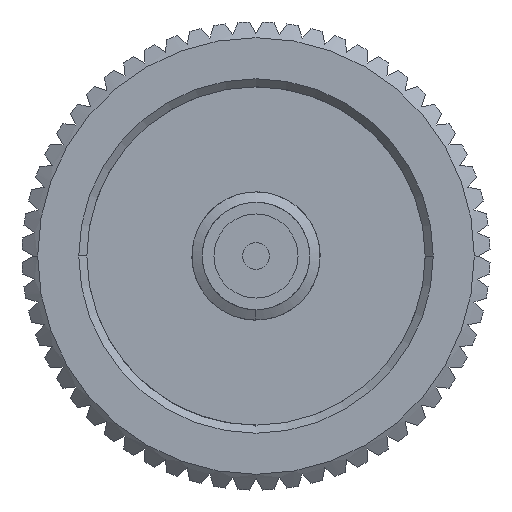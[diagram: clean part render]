
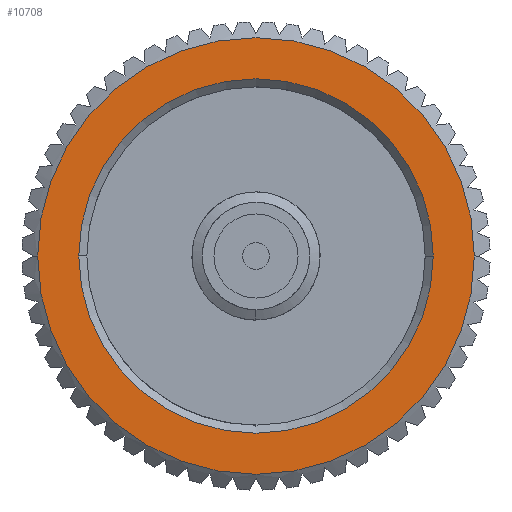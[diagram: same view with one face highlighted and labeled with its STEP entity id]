
A CAD part, left-side view. The second image highlights one B-rep face of the part: STEP entity #10708.
In plain terms, the highlighted planar face has unit normal (-1, 0, 0).
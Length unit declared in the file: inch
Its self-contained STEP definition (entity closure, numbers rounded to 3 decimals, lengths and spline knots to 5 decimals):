
#679 = CIRCLE ( 'NONE', #10767, 0.4065 ) ;
#1561 = EDGE_CURVE ( 'NONE', #8224, #7467, #4049, .T. ) ;
#1641 = EDGE_CURVE ( 'NONE', #9976, #2997, #679, .T. ) ;
#1682 = CIRCLE ( 'NONE', #3150, 0.4065 ) ;
#1737 = FACE_OUTER_BOUND ( 'NONE', #6514, .T. ) ;
#2408 = ORIENTED_EDGE ( 'NONE', *, *, #1561, .F. ) ;
#2843 = DIRECTION ( 'NONE',  ( 0., 1., 0. ) ) ;
#2852 = CARTESIAN_POINT ( 'NONE',  ( 0., -0.4065, 0. ) ) ;
#2997 = VERTEX_POINT ( 'NONE', #9344 ) ;
#3007 = AXIS2_PLACEMENT_3D ( 'NONE', #3669, #4550, #5313 ) ;
#3150 = AXIS2_PLACEMENT_3D ( 'NONE', #10297, #7615, #8251 ) ;
#3232 = DIRECTION ( 'NONE',  ( -1., 0., 0. ) ) ;
#3669 = CARTESIAN_POINT ( 'NONE',  ( 0., 0., 0. ) ) ;
#4049 = CIRCLE ( 'NONE', #11148, 0.33 ) ;
#4550 = DIRECTION ( 'NONE',  ( -1., 0., 0. ) ) ;
#4740 = CARTESIAN_POINT ( 'NONE',  ( 0., 0.33, 0. ) ) ;
#5308 = PLANE ( 'NONE',  #8644 ) ;
#5313 = DIRECTION ( 'NONE',  ( 0., -1., 0. ) ) ;
#5868 = DIRECTION ( 'NONE',  ( 0., -1., 0. ) ) ;
#6073 = EDGE_LOOP ( 'NONE', ( #2408, #10047 ) ) ;
#6191 = EDGE_CURVE ( 'NONE', #2997, #9976, #1682, .T. ) ;
#6377 = DIRECTION ( 'NONE',  ( -1., 0., 0. ) ) ;
#6514 = EDGE_LOOP ( 'NONE', ( #9936, #7049 ) ) ;
#7049 = ORIENTED_EDGE ( 'NONE', *, *, #1641, .T. ) ;
#7200 = DIRECTION ( 'NONE',  ( 0., -1., 0. ) ) ;
#7288 = DIRECTION ( 'NONE',  ( 1., 0., 0. ) ) ;
#7467 = VERTEX_POINT ( 'NONE', #4740 ) ;
#7615 = DIRECTION ( 'NONE',  ( -1., 0., 0. ) ) ;
#7958 = CARTESIAN_POINT ( 'NONE',  ( 0., 0., 0. ) ) ;
#8224 = VERTEX_POINT ( 'NONE', #9478 ) ;
#8251 = DIRECTION ( 'NONE',  ( 0., -1., 0. ) ) ;
#8644 = AXIS2_PLACEMENT_3D ( 'NONE', #9156, #7288, #2843 ) ;
#9156 = CARTESIAN_POINT ( 'NONE',  ( 0., 0., 0. ) ) ;
#9344 = CARTESIAN_POINT ( 'NONE',  ( 0., 0.4065, 0. ) ) ;
#9478 = CARTESIAN_POINT ( 'NONE',  ( 0., -0.33, 0. ) ) ;
#9516 = EDGE_CURVE ( 'NONE', #7467, #8224, #10657, .T. ) ;
#9936 = ORIENTED_EDGE ( 'NONE', *, *, #6191, .T. ) ;
#9976 = VERTEX_POINT ( 'NONE', #2852 ) ;
#10047 = ORIENTED_EDGE ( 'NONE', *, *, #9516, .F. ) ;
#10297 = CARTESIAN_POINT ( 'NONE',  ( 0., 0., 0. ) ) ;
#10657 = CIRCLE ( 'NONE', #3007, 0.33 ) ;
#10708 = ADVANCED_FACE ( 'NONE', ( #1737, #10853 ), #5308, .F. ) ;
#10767 = AXIS2_PLACEMENT_3D ( 'NONE', #7958, #6377, #7200 ) ;
#10853 = FACE_BOUND ( 'NONE', #6073, .T. ) ;
#11148 = AXIS2_PLACEMENT_3D ( 'NONE', #11250, #3232, #5868 ) ;
#11250 = CARTESIAN_POINT ( 'NONE',  ( 0., 0., 0. ) ) ;
